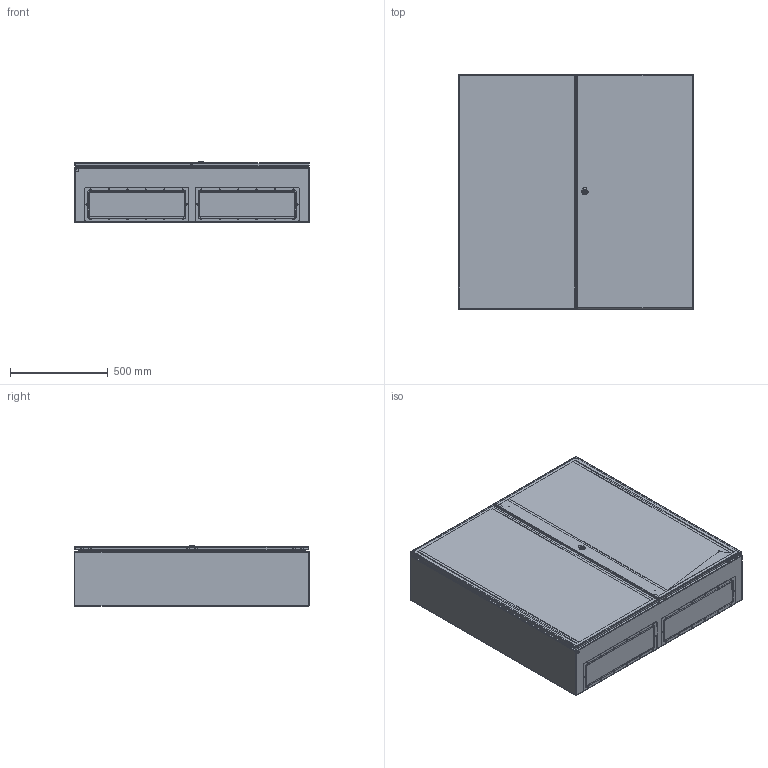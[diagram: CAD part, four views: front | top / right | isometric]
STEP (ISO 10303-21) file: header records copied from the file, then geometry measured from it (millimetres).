
FILE_DESCRIPTION(/* description */ (''),/* implementation_level */ '2;1');
FILE_NAME(/* name */ 'GN12012030PD',/* time_stamp */ '2025-04-29T12:22:50+02:00',/* author */ (''),/* organization */ (''),/* preprocessor_version */ 'ST-DEVELOPER v19.4',/* originating_system */ 'SIEMENS PLM Software NX2212.8101',/* authorisation */ '');
FILE_SCHEMA (('MODEL_BASED_INTEGRATED_MANUFACTURING_SCHEMA'));
Length unit declared in the file: millimetre
Products named in the file (7): 501.P016.1008-01-PUERTA DOBLE S_ALA 2mm 1200x600; 501.P017.1008-01-PUERTA DOBLE C_ALA 2mm 1200x600; 501.P005.02-01-CIERRE 3 PUNTOS ALT.ARM_1200; 501.P006.1035-01-PLACA DE MONTAJE_1200x1200; 501.P003.1009-01-TAPA PASACABLES LISA; 501.P018.1017-01-FONDO 1200x1200x300; 501.C016.1017-01-GN12012030PD
Assembly tree (7 placements, depth 2):
  501.C016.1017-01-GN12012030PD
    501.P018.1017-01-FONDO 1200x1200x300
    501.P003.1009-01-TAPA PASACABLES LISA  x2
    501.P006.1035-01-PLACA DE MONTAJE_1200x1200
    501.P005.02-01-CIERRE 3 PUNTOS ALT.ARM_1200
    501.P017.1008-01-PUERTA DOBLE C_ALA 2mm 1200x600
    501.P016.1008-01-PUERTA DOBLE S_ALA 2mm 1200x600
Bounding box: 1200 x 1202 x 306.8 mm (x, y, z)
Volume: 11235830.7 mm3; surface area: 12241258.5 mm2
Topology: 26 solids, 26 shells, 1318 faces, 3638 edges, 2365 vertices
Faces by surface type: cylinder 645, plane 515, bspline 65, sphere 40, torus 36, cone 17
Full cylindrical faces by diameter (mm): 3 x40, 3.5 x180, 6 x31, 8 x5, 9 x4, 10 x1, 15.1 x1, 16.25 x1, 19.3 x1
Entity records: 46057 total; most frequent: CARTESIAN_POINT 12176, DIRECTION 6486, ORIENTED_EDGE 6174, EDGE_CURVE 3087, AXIS2_PLACEMENT_3D 2510, VERTEX_POINT 2147, EDGE_LOOP 2066, LINE 1466
